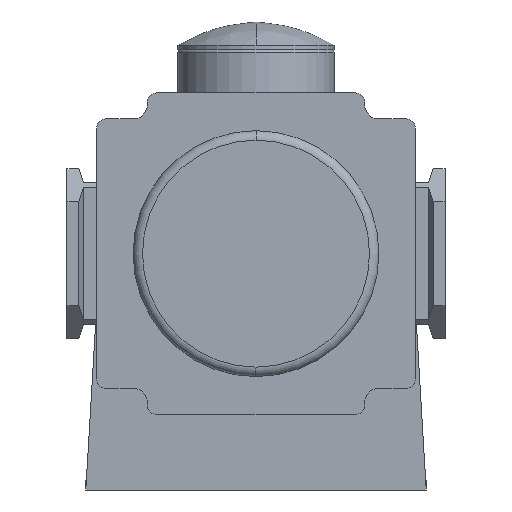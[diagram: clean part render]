
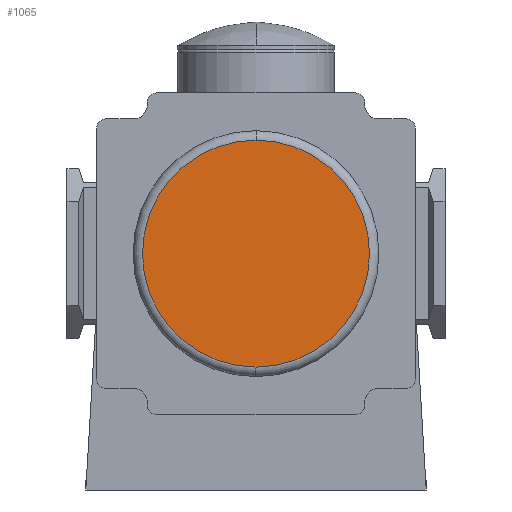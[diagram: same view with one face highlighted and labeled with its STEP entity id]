
A CAD part, front view. The second image highlights one B-rep face of the part: STEP entity #1065.
In plain terms, the highlighted planar face has unit normal (0, -1, 0).
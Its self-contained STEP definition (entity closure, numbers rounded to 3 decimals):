
#161 = CIRCLE ( 'NONE', #3238, 24. ) ;
#202 = CARTESIAN_POINT ( 'NONE',  ( 24., -36.5, 0. ) ) ;
#321 = DIRECTION ( 'NONE',  ( 0., 0., -1. ) ) ;
#1065 = ADVANCED_FACE ( 'NONE', ( #3476 ), #5430, .F. ) ;
#1478 = DIRECTION ( 'NONE',  ( 0., 0., -1. ) ) ;
#1556 = ORIENTED_EDGE ( 'NONE', *, *, #4706, .T. ) ;
#2265 = VERTEX_POINT ( 'NONE', #3881 ) ;
#2535 = EDGE_CURVE ( 'NONE', #2265, #5817, #6117, .T. ) ;
#2666 = ORIENTED_EDGE ( 'NONE', *, *, #2535, .T. ) ;
#2827 = CARTESIAN_POINT ( 'NONE',  ( 0., -36.5, 0. ) ) ;
#3238 = AXIS2_PLACEMENT_3D ( 'NONE', #2827, #4269, #1478 ) ;
#3476 = FACE_OUTER_BOUND ( 'NONE', #6153, .T. ) ;
#3881 = CARTESIAN_POINT ( 'NONE',  ( 0., -36.5, 24. ) ) ;
#4269 = DIRECTION ( 'NONE',  ( 0., -1., 0. ) ) ;
#4706 = EDGE_CURVE ( 'NONE', #5817, #2265, #161, .T. ) ;
#4767 = AXIS2_PLACEMENT_3D ( 'NONE', #202, #6069, #6042 ) ;
#5245 = CARTESIAN_POINT ( 'NONE',  ( 0., -36.5, -24. ) ) ;
#5430 = PLANE ( 'NONE',  #4767 ) ;
#5598 = AXIS2_PLACEMENT_3D ( 'NONE', #5639, #6254, #321 ) ;
#5639 = CARTESIAN_POINT ( 'NONE',  ( 0., -36.5, 0. ) ) ;
#5817 = VERTEX_POINT ( 'NONE', #5245 ) ;
#6042 = DIRECTION ( 'NONE',  ( 0., 0., 1. ) ) ;
#6069 = DIRECTION ( 'NONE',  ( 0., 1., 0. ) ) ;
#6117 = CIRCLE ( 'NONE', #5598, 24. ) ;
#6153 = EDGE_LOOP ( 'NONE', ( #1556, #2666 ) ) ;
#6254 = DIRECTION ( 'NONE',  ( 0., -1., 0. ) ) ;
